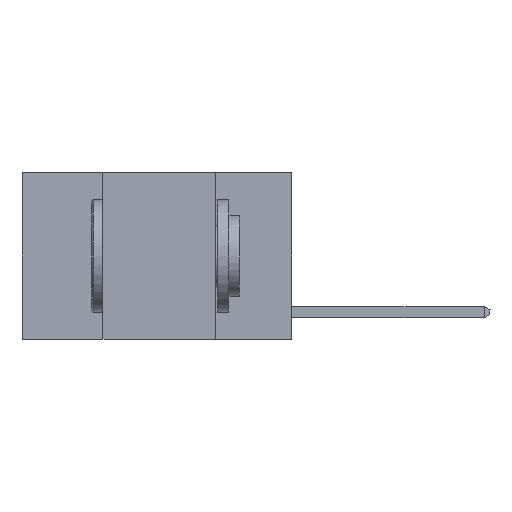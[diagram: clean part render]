
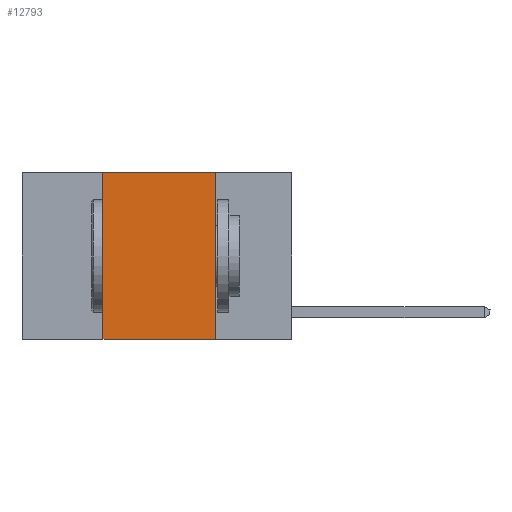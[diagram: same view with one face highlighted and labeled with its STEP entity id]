
A CAD part, left-side view. The second image highlights one B-rep face of the part: STEP entity #12793.
In plain terms, the highlighted planar face has unit normal (-1, 0, 0).
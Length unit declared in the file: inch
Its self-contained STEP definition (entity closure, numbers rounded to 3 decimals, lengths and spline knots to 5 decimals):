
#282 = VECTOR ( 'NONE', #4610, 39.37008 ) ;
#1310 = PLANE ( 'NONE',  #5486 ) ;
#2811 = LINE ( 'NONE', #6514, #19200 ) ;
#2907 = DIRECTION ( 'NONE',  ( 0., 0., -1. ) ) ;
#3543 = ORIENTED_EDGE ( 'NONE', *, *, #20571, .T. ) ;
#4161 = EDGE_CURVE ( 'NONE', #10998, #19242, #16829, .T. ) ;
#4535 = CARTESIAN_POINT ( 'NONE',  ( 0., 0.42, 0. ) ) ;
#4610 = DIRECTION ( 'NONE',  ( 0., 0., 1. ) ) ;
#4943 = DIRECTION ( 'NONE',  ( 0., -1., 0. ) ) ;
#4956 = CARTESIAN_POINT ( 'NONE',  ( 0., 0.17, 0. ) ) ;
#5484 = FACE_OUTER_BOUND ( 'NONE', #12791, .T. ) ;
#5486 = AXIS2_PLACEMENT_3D ( 'NONE', #12433, #12498, #2907 ) ;
#6413 = EDGE_CURVE ( 'NONE', #9768, #10998, #13065, .T. ) ;
#6514 = CARTESIAN_POINT ( 'NONE',  ( 0., 0.6, -0.37 ) ) ;
#8385 = VECTOR ( 'NONE', #14928, 39.37008 ) ;
#9768 = VERTEX_POINT ( 'NONE', #12267 ) ;
#10998 = VERTEX_POINT ( 'NONE', #20493 ) ;
#11800 = VECTOR ( 'NONE', #16080, 39.37008 ) ;
#12267 = CARTESIAN_POINT ( 'NONE',  ( 0., 0.42, -0.37 ) ) ;
#12433 = CARTESIAN_POINT ( 'NONE',  ( 0., 0.6, 0. ) ) ;
#12498 = DIRECTION ( 'NONE',  ( 1., 0., 0. ) ) ;
#12791 = EDGE_LOOP ( 'NONE', ( #19413, #15741, #19902, #3543 ) ) ;
#12793 = ADVANCED_FACE ( 'NONE', ( #5484 ), #1310, .F. ) ;
#13065 = LINE ( 'NONE', #4535, #282 ) ;
#14928 = DIRECTION ( 'NONE',  ( 0., -1., 0. ) ) ;
#15354 = EDGE_CURVE ( 'NONE', #19242, #19627, #15513, .T. ) ;
#15513 = LINE ( 'NONE', #4956, #11800 ) ;
#15741 = ORIENTED_EDGE ( 'NONE', *, *, #4161, .F. ) ;
#16080 = DIRECTION ( 'NONE',  ( 0., 0., -1. ) ) ;
#16829 = LINE ( 'NONE', #18070, #8385 ) ;
#18070 = CARTESIAN_POINT ( 'NONE',  ( 0., 0.6, 0. ) ) ;
#18329 = CARTESIAN_POINT ( 'NONE',  ( 0., 0.17, -0.37 ) ) ;
#18897 = CARTESIAN_POINT ( 'NONE',  ( 0., 0.17, 0. ) ) ;
#19200 = VECTOR ( 'NONE', #4943, 39.37008 ) ;
#19242 = VERTEX_POINT ( 'NONE', #18897 ) ;
#19413 = ORIENTED_EDGE ( 'NONE', *, *, #15354, .F. ) ;
#19627 = VERTEX_POINT ( 'NONE', #18329 ) ;
#19902 = ORIENTED_EDGE ( 'NONE', *, *, #6413, .F. ) ;
#20493 = CARTESIAN_POINT ( 'NONE',  ( 0., 0.42, 0. ) ) ;
#20571 = EDGE_CURVE ( 'NONE', #9768, #19627, #2811, .T. ) ;
